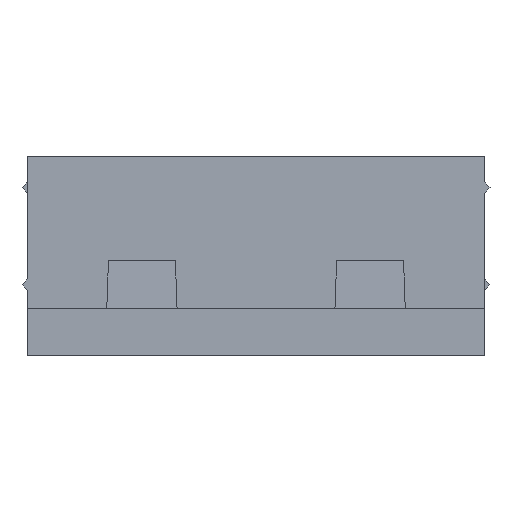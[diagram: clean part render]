
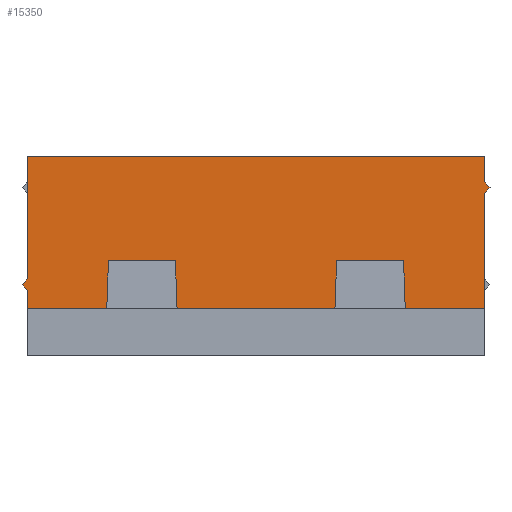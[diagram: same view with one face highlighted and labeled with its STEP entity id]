
A CAD part, left-side view. The second image highlights one B-rep face of the part: STEP entity #15350.
In plain terms, the highlighted face is planar.
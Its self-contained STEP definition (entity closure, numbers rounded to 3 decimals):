
#2630=CARTESIAN_POINT('',(15.3,19.5,
15.));
#2640=VERTEX_POINT('',#2630);
#2670=CARTESIAN_POINT('',(70.678,19.5,
15.));
#2680=DIRECTION('',(1.,0.,0.));
#2690=VECTOR('',#2680,1.);
#2700=LINE('',#2670,#2690);
#2710=CARTESIAN_POINT('',(54.3,19.5,
15.));
#2720=VERTEX_POINT('',#2710);
#2730=EDGE_CURVE('',#2640,#2720,#2700,.T.);
#4480=CARTESIAN_POINT('',(15.3,19.5,
2.));
#4490=VERTEX_POINT('',#4480);
#4520=CARTESIAN_POINT('',(15.3,19.5,
0.));
#4530=DIRECTION('',(0.,0.,-1.));
#4540=VECTOR('',#4530,1.);
#4550=LINE('',#4520,#4540);
#4560=CARTESIAN_POINT('',(15.3,19.5,
11.85));
#4570=VERTEX_POINT('',#4560);
#4580=EDGE_CURVE('',#4570,#4490,#4550,.T.);
#4800=CARTESIAN_POINT('',(15.3,19.5,
12.85));
#4810=VERTEX_POINT('',#4800);
#4840=CARTESIAN_POINT('',(15.3,19.5,
0.));
#4850=DIRECTION('',(0.,0.,-1.));
#4860=VECTOR('',#4850,1.);
#4870=LINE('',#4840,#4860);
#4880=EDGE_CURVE('',#2640,#4810,#4870,.T.);
#6310=CARTESIAN_POINT('',(14.8,19.5,
12.35));
#6320=VERTEX_POINT('',#6310);
#6350=CARTESIAN_POINT('',(72.528,19.5,
70.078));
#6360=DIRECTION('',(0.707,0.,
0.707));
#6370=VECTOR('',#6360,1.);
#6380=LINE('',#6350,#6370);
#6390=EDGE_CURVE('',#6320,#4810,#6380,.T.);
#6560=CARTESIAN_POINT('',(27.15,19.5,
0.));
#6570=DIRECTION('',(-0.707,0.,
0.707));
#6580=VECTOR('',#6570,1.);
#6590=LINE('',#6560,#6580);
#6600=EDGE_CURVE('',#4570,#6320,#6590,.T.);
#7760=CARTESIAN_POINT('',(54.3,19.5,
2.));
#7770=VERTEX_POINT('',#7760);
#7800=CARTESIAN_POINT('',(92.028,19.5,
2.));
#7810=DIRECTION('',(1.,0.,0.));
#7820=VECTOR('',#7810,1.);
#7830=LINE('',#7800,#7820);
#7840=CARTESIAN_POINT('',(46.053,19.5,
2.));
#7850=VERTEX_POINT('',#7840);
#7860=EDGE_CURVE('',#7850,#7770,#7830,.T.);
#8400=CARTESIAN_POINT('',(43.047,19.5,
2.));
#8410=VERTEX_POINT('',#8400);
#8440=CARTESIAN_POINT('',(26.553,19.5,
2.));
#8450=VERTEX_POINT('',#8440);
#8460=EDGE_CURVE('',#8450,#8410,#7830,.T.);
#9000=CARTESIAN_POINT('',(23.547,19.5,
2.));
#9010=VERTEX_POINT('',#9000);
#9040=CARTESIAN_POINT('',(72.528,19.5,
2.));
#9050=DIRECTION('',(1.,0.,0.));
#9060=VECTOR('',#9050,1.);
#9070=LINE('',#9040,#9060);
#9080=EDGE_CURVE('',#4490,#9010,#9070,.T.);
#10460=CARTESIAN_POINT('',(23.69,19.5,
6.1));
#10470=VERTEX_POINT('',#10460);
#10520=CARTESIAN_POINT('',(23.477,19.5,
0.));
#10530=DIRECTION('',(0.035,0.,
0.999));
#10540=VECTOR('',#10530,1.);
#10550=LINE('',#10520,#10540);
#10560=EDGE_CURVE('',#9010,#10470,#10550,.T.);
#12060=CARTESIAN_POINT('',(26.41,19.5,
6.1));
#12070=VERTEX_POINT('',#12060);
#12100=CARTESIAN_POINT('',(70.678,19.5,
6.1));
#12110=DIRECTION('',(-1.,0.,0.));
#12120=VECTOR('',#12110,1.);
#12130=LINE('',#12100,#12120);
#12140=EDGE_CURVE('',#12070,#10470,#12130,.T.);
#12340=CARTESIAN_POINT('',(26.623,19.5,
0.));
#12350=DIRECTION('',(0.035,0.,
-0.999));
#12360=VECTOR('',#12350,1.);
#12370=LINE('',#12340,#12360);
#12380=EDGE_CURVE('',#12070,#8450,#12370,.T.);
#12980=CARTESIAN_POINT('',(43.19,19.5,
6.1));
#12990=VERTEX_POINT('',#12980);
#13020=CARTESIAN_POINT('',(42.977,19.5,
0.));
#13030=DIRECTION('',(0.035,0.,
0.999));
#13040=VECTOR('',#13030,1.);
#13050=LINE('',#13020,#13040);
#13060=EDGE_CURVE('',#8410,#12990,#13050,.T.);
#13860=CARTESIAN_POINT('',(45.91,19.5,
6.1));
#13870=VERTEX_POINT('',#13860);
#13900=CARTESIAN_POINT('',(70.678,19.5,
6.1));
#13910=DIRECTION('',(-1.,0.,0.));
#13920=VECTOR('',#13910,1.);
#13930=LINE('',#13900,#13920);
#13940=EDGE_CURVE('',#13870,#12990,#13930,.T.);
#14670=CARTESIAN_POINT('',(46.123,19.5,
0.));
#14680=DIRECTION('',(0.035,0.,
-0.999));
#14690=VECTOR('',#14680,1.);
#14700=LINE('',#14670,#14690);
#14710=EDGE_CURVE('',#13870,#7850,#14700,.T.);
#14840=CARTESIAN_POINT('',(44.55,19.5,
5.75));
#14850=DIRECTION('',(0.,-1.,0.));
#14860=DIRECTION('',(1.,0.,0.));
#14870=AXIS2_PLACEMENT_3D('',#14840,#14850,#14860);
#14880=PLANE('',#14870);
#14890=ORIENTED_EDGE('',*,*,#4880,.F.);
#14900=ORIENTED_EDGE('',*,*,#6390,.T.);
#14910=ORIENTED_EDGE('',*,*,#6600,.T.);
#14920=ORIENTED_EDGE('',*,*,#4580,.F.);
#14930=ORIENTED_EDGE('',*,*,#9080,.F.);
#14940=ORIENTED_EDGE('',*,*,#10560,.F.);
#14950=ORIENTED_EDGE('',*,*,#12140,.T.);
#14960=ORIENTED_EDGE('',*,*,#12380,.F.);
#14970=ORIENTED_EDGE('',*,*,#8460,.F.);
#14980=ORIENTED_EDGE('',*,*,#13060,.F.);
#14990=ORIENTED_EDGE('',*,*,#13940,.T.);
#15000=ORIENTED_EDGE('',*,*,#14710,.F.);
#15010=ORIENTED_EDGE('',*,*,#7860,.F.);
#15020=CARTESIAN_POINT('',(54.3,19.5,
0.));
#15030=DIRECTION('',(0.,0.,1.));
#15040=VECTOR('',#15030,1.);
#15050=LINE('',#15020,#15040);
#15060=CARTESIAN_POINT('',(54.3,19.5,
3.55));
#15070=VERTEX_POINT('',#15060);
#15080=EDGE_CURVE('',#7770,#15070,#15050,.T.);
#15090=ORIENTED_EDGE('',*,*,#15080,.F.);
#15100=CARTESIAN_POINT('',(91.528,19.5,
40.778));
#15110=DIRECTION('',(-0.707,0.,
-0.707));
#15120=VECTOR('',#15110,1.);
#15130=LINE('',#15100,#15120);
#15140=CARTESIAN_POINT('',(54.8,19.5,
4.05));
#15150=VERTEX_POINT('',#15140);
#15160=EDGE_CURVE('',#15150,#15070,#15130,.T.);
#15170=ORIENTED_EDGE('',*,*,#15160,.T.);
#15180=CARTESIAN_POINT('',(91.528,19.5,
-32.678));
#15190=DIRECTION('',(0.707,0.,
-0.707));
#15200=VECTOR('',#15190,1.);
#15210=LINE('',#15180,#15200);
#15220=CARTESIAN_POINT('',(54.3,19.5,
4.55));
#15230=VERTEX_POINT('',#15220);
#15240=EDGE_CURVE('',#15230,#15150,#15210,.T.);
#15250=ORIENTED_EDGE('',*,*,#15240,.T.);
#15260=CARTESIAN_POINT('',(54.3,19.5,
0.));
#15270=DIRECTION('',(0.,0.,1.));
#15280=VECTOR('',#15270,1.);
#15290=LINE('',#15260,#15280);
#15300=EDGE_CURVE('',#15230,#2720,#15290,.T.);
#15310=ORIENTED_EDGE('',*,*,#15300,.F.);
#15320=ORIENTED_EDGE('',*,*,#2730,.T.);
#15330=EDGE_LOOP('',(#15320,#15310,#15250,#15170,#15090,#15010,#15000,
#14990,#14980,#14970,#14960,#14950,#14940,#14930,#14920,#14910,#14900,
#14890));
#15340=FACE_OUTER_BOUND('',#15330,.T.);
#15350=ADVANCED_FACE('',(#15340),#14880,.F.);
